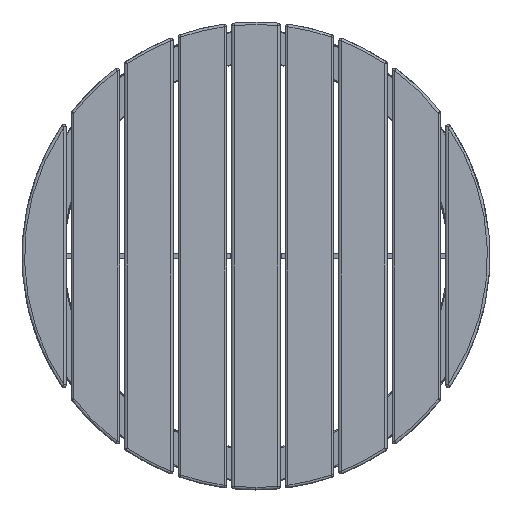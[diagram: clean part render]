
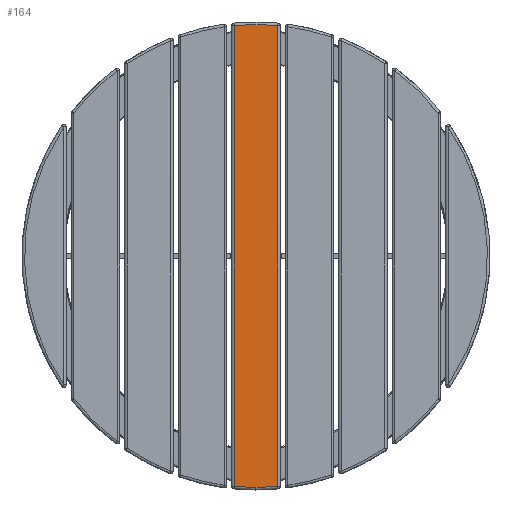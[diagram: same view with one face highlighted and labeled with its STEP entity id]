
A CAD part, top view. The second image highlights one B-rep face of the part: STEP entity #164.
In plain terms, the highlighted planar face has unit normal (0, 0, 1).
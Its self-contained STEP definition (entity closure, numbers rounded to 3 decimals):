
#164=ADVANCED_FACE('',(#435),#3438,.T.);
#435=FACE_OUTER_BOUND('',#706,.T.);
#706=EDGE_LOOP('',(#1026,#1027,#1028,#1029,#1030));
#1026=ORIENTED_EDGE('',*,*,#2045,.T.);
#1027=ORIENTED_EDGE('',*,*,#2030,.F.);
#1028=ORIENTED_EDGE('',*,*,#2064,.T.);
#1029=ORIENTED_EDGE('',*,*,#2046,.T.);
#1030=ORIENTED_EDGE('',*,*,#2055,.T.);
#2030=EDGE_CURVE('',#3066,#3067,#2535,.T.);
#2045=EDGE_CURVE('',#3080,#3067,#2870,.T.);
#2046=EDGE_CURVE('',#3081,#3082,#2871,.T.);
#2055=EDGE_CURVE('',#3082,#3080,#2543,.T.);
#2064=EDGE_CURVE('',#3066,#3081,#2552,.T.);
#2535=(
BOUNDED_CURVE()
B_SPLINE_CURVE(2,(#4880,#4881,#4882),.UNSPECIFIED.,.F.,.F.)
B_SPLINE_CURVE_WITH_KNOTS((3,3),(0.,26.058),.UNSPECIFIED.)
CURVE()
GEOMETRIC_REPRESENTATION_ITEM()
RATIONAL_B_SPLINE_CURVE((1.,0.999,1.))
REPRESENTATION_ITEM('')
);
#2543=(
BOUNDED_CURVE()
B_SPLINE_CURVE(2,(#4938,#4939,#4940),.UNSPECIFIED.,.F.,.F.)
B_SPLINE_CURVE_WITH_KNOTS((3,3),(-52.231,0.),.UNSPECIFIED.)
CURVE()
GEOMETRIC_REPRESENTATION_ITEM()
RATIONAL_B_SPLINE_CURVE((1.,0.996,1.))
REPRESENTATION_ITEM('')
);
#2552=(
BOUNDED_CURVE()
B_SPLINE_CURVE(2,(#4965,#4966,#4967),.UNSPECIFIED.,.F.,.F.)
B_SPLINE_CURVE_WITH_KNOTS((3,3),(-26.058,0.),.UNSPECIFIED.)
CURVE()
GEOMETRIC_REPRESENTATION_ITEM()
RATIONAL_B_SPLINE_CURVE((1.,0.999,1.))
REPRESENTATION_ITEM('')
);
#2870=B_SPLINE_CURVE_WITH_KNOTS('',1,(#4913,#4914),.UNSPECIFIED.,.F.,.F.,
(2,2),(0.,551.554),.UNSPECIFIED.);
#2871=B_SPLINE_CURVE_WITH_KNOTS('',1,(#4915,#4916),.UNSPECIFIED.,.F.,.F.,
(2,2),(0.,551.554),.UNSPECIFIED.);
#3066=VERTEX_POINT('',#4842);
#3067=VERTEX_POINT('',#4843);
#3080=VERTEX_POINT('',#4856);
#3081=VERTEX_POINT('',#4857);
#3082=VERTEX_POINT('',#4858);
#3438=PLANE('',#3594);
#3594=AXIS2_PLACEMENT_3D('',#4142,#3762,$);
#3762=DIRECTION('',(0.,0.,1.));
#4142=CARTESIAN_POINT('',(-31.212,-302.535,750.));
#4842=CARTESIAN_POINT('',(0.,-247.,750.));
#4843=CARTESIAN_POINT('',(-26.,-245.777,750.));
#4856=CARTESIAN_POINT('',(-26.,305.777,750.));
#4857=CARTESIAN_POINT('',(26.,-245.777,750.));
#4858=CARTESIAN_POINT('',(26.,305.777,750.));
#4880=CARTESIAN_POINT('',(0.,-247.,750.));
#4881=CARTESIAN_POINT('',(-13.029,-247.,750.));
#4882=CARTESIAN_POINT('',(-26.,-245.777,750.));
#4913=CARTESIAN_POINT('',(-26.,305.777,750.));
#4914=CARTESIAN_POINT('',(-26.,-245.777,750.));
#4915=CARTESIAN_POINT('',(26.,-245.777,750.));
#4916=CARTESIAN_POINT('',(26.,305.777,750.));
#4938=CARTESIAN_POINT('',(26.,305.777,750.));
#4939=CARTESIAN_POINT('',(0.,308.228,750.));
#4940=CARTESIAN_POINT('',(-26.,305.777,750.));
#4965=CARTESIAN_POINT('',(0.,-247.,750.));
#4966=CARTESIAN_POINT('',(13.029,-247.,750.));
#4967=CARTESIAN_POINT('',(26.,-245.777,750.));
